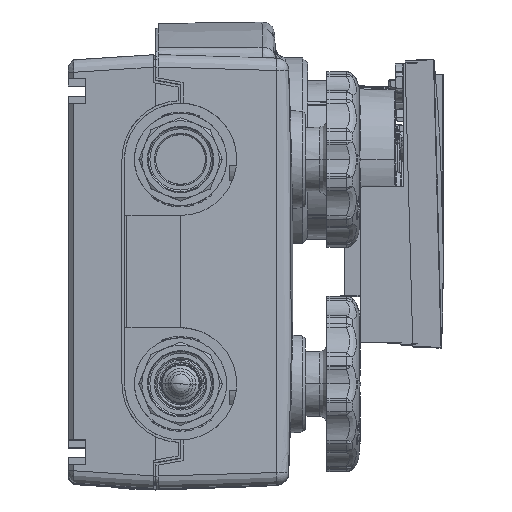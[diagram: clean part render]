
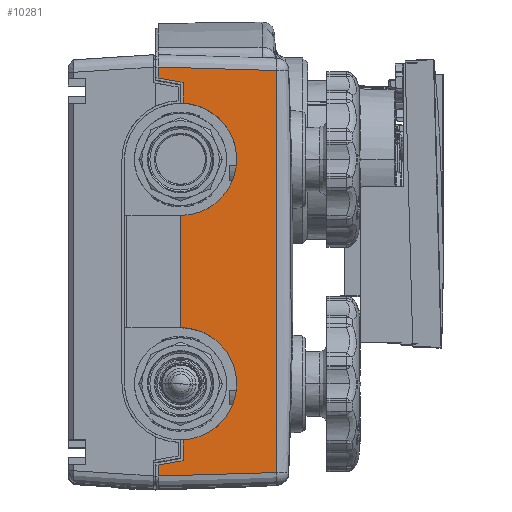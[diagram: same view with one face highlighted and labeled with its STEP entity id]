
A CAD part, top view. The second image highlights one B-rep face of the part: STEP entity #10281.
In plain terms, the highlighted planar face has unit normal (0.035, 0, 0.999).
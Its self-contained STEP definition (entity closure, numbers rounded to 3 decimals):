
#10197=AXIS2_PLACEMENT_3D('Plane Axis2P3D',#10194,#10195,#10196) ;
#4698=CARTESIAN_POINT('Vertex',(-9.,-81.993,153.914)) ;
#4701=CARTESIAN_POINT('Line Origine',(-9.,-79.797,153.914)) ;
#4705=CARTESIAN_POINT('Vertex',(-9.,-77.602,153.914)) ;
#9086=CARTESIAN_POINT('Vertex',(22.5,45.,152.814)) ;
#9090=CARTESIAN_POINT('Control Point',(22.5,45.,152.814)) ;
#9091=CARTESIAN_POINT('Control Point',(22.5,51.871,152.814)) ;
#9092=CARTESIAN_POINT('Control Point',(19.884,58.747,152.906)) ;
#9093=CARTESIAN_POINT('Control Point',(14.608,64.258,153.09)) ;
#9094=CARTESIAN_POINT('Control Point',(7.86,67.173,153.326)) ;
#9095=CARTESIAN_POINT('Control Point',(1.,67.478,153.565)) ;
#9096=CARTESIAN_POINT('Vertex',(1.,67.478,153.565)) ;
#9204=CARTESIAN_POINT('Vertex',(0.,22.5,153.6)) ;
#9238=CARTESIAN_POINT('Vertex',(0.,-22.5,153.6)) ;
#9346=CARTESIAN_POINT('Vertex',(1.,-67.478,153.565)) ;
#9350=CARTESIAN_POINT('Control Point',(1.,-67.478,153.565)) ;
#9351=CARTESIAN_POINT('Control Point',(7.86,-67.173,153.326)) ;
#9352=CARTESIAN_POINT('Control Point',(14.608,-64.258,153.09)) ;
#9353=CARTESIAN_POINT('Control Point',(19.884,-58.747,152.906)) ;
#9354=CARTESIAN_POINT('Control Point',(22.5,-51.871,152.814)) ;
#9355=CARTESIAN_POINT('Control Point',(22.5,-45.,152.814)) ;
#9356=CARTESIAN_POINT('Vertex',(22.5,-45.,152.814)) ;
#10176=CARTESIAN_POINT('Vertex',(38.545,-80.615,152.254)) ;
#10180=CARTESIAN_POINT('Control Point',(-9.,-81.993,153.914)) ;
#10181=CARTESIAN_POINT('Control Point',(0.513,-81.906,153.582)) ;
#10182=CARTESIAN_POINT('Control Point',(10.026,-81.726,153.25)) ;
#10183=CARTESIAN_POINT('Control Point',(19.537,-81.45,152.918)) ;
#10184=CARTESIAN_POINT('Control Point',(29.043,-81.08,152.586)) ;
#10185=CARTESIAN_POINT('Control Point',(38.545,-80.615,152.254)) ;
#10194=CARTESIAN_POINT('Axis2P3D Location',(0.,0.,153.6)) ;
#10199=CARTESIAN_POINT('Line Origine',(1.,0.,153.565)) ;
#10203=CARTESIAN_POINT('Vertex',(1.,-75.839,153.565)) ;
#10207=CARTESIAN_POINT('Control Point',(-9.,-77.602,153.914)) ;
#10208=CARTESIAN_POINT('Control Point',(1.,-75.839,153.565)) ;
#10211=CARTESIAN_POINT('Control Point',(38.545,-80.615,152.254)) ;
#10212=CARTESIAN_POINT('Control Point',(40.717,-26.901,152.178)) ;
#10213=CARTESIAN_POINT('Control Point',(40.717,26.901,152.178)) ;
#10214=CARTESIAN_POINT('Control Point',(38.545,80.615,152.254)) ;
#10215=CARTESIAN_POINT('Vertex',(38.545,80.615,152.254)) ;
#10219=CARTESIAN_POINT('Control Point',(38.545,80.615,152.254)) ;
#10220=CARTESIAN_POINT('Control Point',(22.708,81.39,152.807)) ;
#10221=CARTESIAN_POINT('Control Point',(6.854,81.849,153.361)) ;
#10222=CARTESIAN_POINT('Control Point',(-9.,81.993,153.914)) ;
#10223=CARTESIAN_POINT('Vertex',(-9.,81.993,153.914)) ;
#10226=CARTESIAN_POINT('Line Origine',(-9.,0.,153.914)) ;
#10230=CARTESIAN_POINT('Vertex',(-9.,77.602,153.914)) ;
#10234=CARTESIAN_POINT('Control Point',(-9.,77.602,153.914)) ;
#10235=CARTESIAN_POINT('Control Point',(1.,75.839,153.565)) ;
#10236=CARTESIAN_POINT('Vertex',(1.,75.839,153.565)) ;
#10239=CARTESIAN_POINT('Line Origine',(1.,0.,153.565)) ;
#10245=CARTESIAN_POINT('Control Point',(0.,22.5,153.6)) ;
#10246=CARTESIAN_POINT('Control Point',(7.066,22.5,153.353)) ;
#10247=CARTESIAN_POINT('Control Point',(14.139,25.266,153.106)) ;
#10248=CARTESIAN_POINT('Control Point',(19.73,30.852,152.911)) ;
#10249=CARTESIAN_POINT('Control Point',(22.5,37.929,152.814)) ;
#10250=CARTESIAN_POINT('Control Point',(22.5,45.,152.814)) ;
#10252=CARTESIAN_POINT('Line Origine',(0.,0.,153.6)) ;
#10258=CARTESIAN_POINT('Control Point',(22.5,-45.,152.814)) ;
#10259=CARTESIAN_POINT('Control Point',(22.5,-37.929,152.814)) ;
#10260=CARTESIAN_POINT('Control Point',(19.73,-30.851,152.911)) ;
#10261=CARTESIAN_POINT('Control Point',(14.139,-25.266,153.106)) ;
#10262=CARTESIAN_POINT('Control Point',(7.066,-22.5,153.353)) ;
#10263=CARTESIAN_POINT('Control Point',(0.,-22.5,153.6)) ;
#4702=DIRECTION('Vector Direction',(0.,1.,0.)) ;
#10195=DIRECTION('Axis2P3D Direction',(0.035,0.,0.999)) ;
#10196=DIRECTION('Axis2P3D XDirection',(0.,-1.,0.)) ;
#10200=DIRECTION('Vector Direction',(0.,-1.,0.)) ;
#10227=DIRECTION('Vector Direction',(0.,-1.,0.)) ;
#10240=DIRECTION('Vector Direction',(0.,-1.,0.)) ;
#10253=DIRECTION('Vector Direction',(0.,-1.,0.)) ;
#4703=VECTOR('Line Direction',#4702,1.) ;
#10201=VECTOR('Line Direction',#10200,1.) ;
#10228=VECTOR('Line Direction',#10227,1.) ;
#10241=VECTOR('Line Direction',#10240,1.) ;
#10254=VECTOR('Line Direction',#10253,1.) ;
#10266=ORIENTED_EDGE('',*,*,#10205,.F.) ;
#10267=ORIENTED_EDGE('',*,*,#10209,.F.) ;
#10268=ORIENTED_EDGE('',*,*,#4707,.F.) ;
#10269=ORIENTED_EDGE('',*,*,#10186,.F.) ;
#10270=ORIENTED_EDGE('',*,*,#10217,.F.) ;
#10271=ORIENTED_EDGE('',*,*,#10225,.F.) ;
#10272=ORIENTED_EDGE('',*,*,#10232,.T.) ;
#10273=ORIENTED_EDGE('',*,*,#10238,.T.) ;
#10274=ORIENTED_EDGE('',*,*,#10243,.F.) ;
#10275=ORIENTED_EDGE('',*,*,#9098,.F.) ;
#10276=ORIENTED_EDGE('',*,*,#10251,.F.) ;
#10277=ORIENTED_EDGE('',*,*,#10256,.F.) ;
#10278=ORIENTED_EDGE('',*,*,#10264,.F.) ;
#10279=ORIENTED_EDGE('',*,*,#9358,.F.) ;
#10281=ADVANCED_FACE('PartBody',(#10280),#10198,.T.) ;
#9089=B_SPLINE_CURVE_WITH_KNOTS('',5,(#9090,#9091,#9092,#9093,#9094,#9095),.UNSPECIFIED.,.F.,.U.,(6,6),(0.,48.582),.UNSPECIFIED.) ;
#9349=B_SPLINE_CURVE_WITH_KNOTS('',5,(#9350,#9351,#9352,#9353,#9354,#9355),.UNSPECIFIED.,.F.,.U.,(6,6),(1.416,49.997),.UNSPECIFIED.) ;
#10179=B_SPLINE_CURVE_WITH_KNOTS('',5,(#10180,#10181,#10182,#10183,#10184,#10185),.UNSPECIFIED.,.F.,.U.,(6,6),(17.016,84.464),.UNSPECIFIED.) ;
#10206=B_SPLINE_CURVE_WITH_KNOTS('',1,(#10207,#10208),.UNSPECIFIED.,.F.,.U.,(2,2),(-5.08,5.08),.UNSPECIFIED.) ;
#10210=B_SPLINE_CURVE_WITH_KNOTS('',3,(#10211,#10212,#10213,#10214),.UNSPECIFIED.,.F.,.U.,(4,4),(54.97,283.332),.UNSPECIFIED.) ;
#10218=B_SPLINE_CURVE_WITH_KNOTS('',3,(#10219,#10220,#10221,#10222),.UNSPECIFIED.,.F.,.U.,(4,4),(24.965,92.412),.UNSPECIFIED.) ;
#10233=B_SPLINE_CURVE_WITH_KNOTS('',1,(#10234,#10235),.UNSPECIFIED.,.F.,.U.,(2,2),(-5.08,5.08),.UNSPECIFIED.) ;
#10244=B_SPLINE_CURVE_WITH_KNOTS('',5,(#10245,#10246,#10247,#10248,#10249,#10250),.UNSPECIFIED.,.F.,.U.,(6,6),(0.,49.997),.UNSPECIFIED.) ;
#10257=B_SPLINE_CURVE_WITH_KNOTS('',5,(#10258,#10259,#10260,#10261,#10262,#10263),.UNSPECIFIED.,.F.,.U.,(6,6),(0.,49.997),.UNSPECIFIED.) ;
#4707=EDGE_CURVE('',#4699,#4706,#4704,.T.) ;
#9098=EDGE_CURVE('',#9087,#9097,#9089,.T.) ;
#9358=EDGE_CURVE('',#9347,#9357,#9349,.T.) ;
#10186=EDGE_CURVE('',#10177,#4699,#10179,.F.) ;
#10205=EDGE_CURVE('',#10204,#9347,#10202,.F.) ;
#10209=EDGE_CURVE('',#4706,#10204,#10206,.T.) ;
#10217=EDGE_CURVE('',#10216,#10177,#10210,.F.) ;
#10225=EDGE_CURVE('',#10224,#10216,#10218,.F.) ;
#10232=EDGE_CURVE('',#10224,#10231,#10229,.T.) ;
#10238=EDGE_CURVE('',#10231,#10237,#10233,.T.) ;
#10243=EDGE_CURVE('',#9097,#10237,#10242,.F.) ;
#10251=EDGE_CURVE('',#9205,#9087,#10244,.T.) ;
#10256=EDGE_CURVE('',#9239,#9205,#10255,.F.) ;
#10264=EDGE_CURVE('',#9357,#9239,#10257,.T.) ;
#10265=EDGE_LOOP('',(#10266,#10267,#10268,#10269,#10270,#10271,#10272,#10273,#10274,#10275,#10276,#10277,#10278,#10279)) ;
#10280=FACE_OUTER_BOUND('',#10265,.T.) ;
#4704=LINE('Line',#4701,#4703) ;
#10202=LINE('Line',#10199,#10201) ;
#10229=LINE('Line',#10226,#10228) ;
#10242=LINE('Line',#10239,#10241) ;
#10255=LINE('Line',#10252,#10254) ;
#10198=PLANE('',#10197) ;
#4699=VERTEX_POINT('',#4698) ;
#4706=VERTEX_POINT('',#4705) ;
#9087=VERTEX_POINT('',#9086) ;
#9097=VERTEX_POINT('',#9096) ;
#9205=VERTEX_POINT('',#9204) ;
#9239=VERTEX_POINT('',#9238) ;
#9347=VERTEX_POINT('',#9346) ;
#9357=VERTEX_POINT('',#9356) ;
#10177=VERTEX_POINT('',#10176) ;
#10204=VERTEX_POINT('',#10203) ;
#10216=VERTEX_POINT('',#10215) ;
#10224=VERTEX_POINT('',#10223) ;
#10231=VERTEX_POINT('',#10230) ;
#10237=VERTEX_POINT('',#10236) ;
